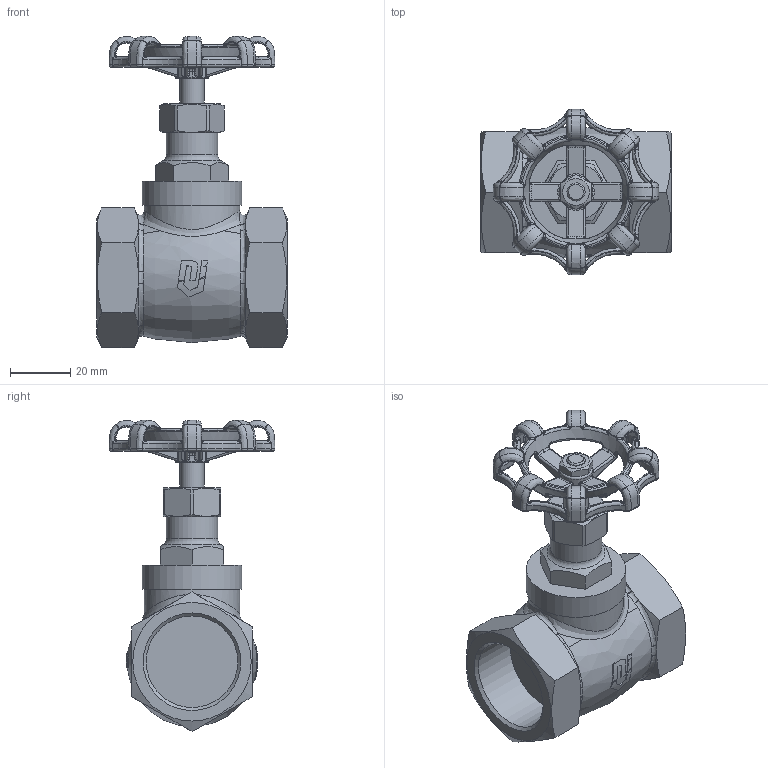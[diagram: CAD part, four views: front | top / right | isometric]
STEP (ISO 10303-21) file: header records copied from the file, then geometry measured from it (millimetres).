
FILE_DESCRIPTION(('HOOPS Exchange Step'),'2;1');
FILE_NAME('AV10_DN25.stp','2026-01-29T15:38:15+01:00',('nieru'),('Unknown organisation'),'HOOPS Exchange 2024.2','HOOPS Exchange','Unknown authorisation');
FILE_SCHEMA( ('AP203_CONFIGURATION_CONTROLLED_3D_DESIGN_OF_MECHANICAL_PARTS_AND_ASSEMBLIES_MIM_LF') );
Length unit declared in the file: millimetre
Products named in the file (2): 0; root
Assembly tree (1 placements, depth 2):
  root
    0
Bounding box: 63 x 54.9 x 102.92 mm (x, y, z)
Volume: 86231.8 mm3; surface area: 23620 mm2
Topology: 2 solids, 2 shells, 1268 faces, 3209 edges, 1847 vertices
Faces by surface type: bspline 928, plane 111, cylinder 104, torus 83, cone 35, offset 7
Full cylindrical faces by diameter (mm): 6 x2, 8 x1, 11.008 x1, 17 x1, 30.291 x2, 31.5 x1, 33 x1
Entity records: 133662 total; most frequent: CARTESIAN_POINT 109766, ORIENTED_EDGE 6234, EDGE_CURVE 3117, DIRECTION 2844, B_SPLINE_CURVE_WITH_KNOTS 1880, VERTEX_POINT 1847, EDGE_LOOP 1286, FACE_BOUND 1286
